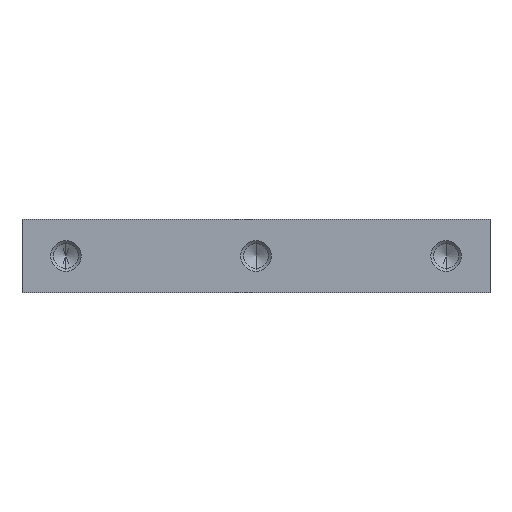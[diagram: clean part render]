
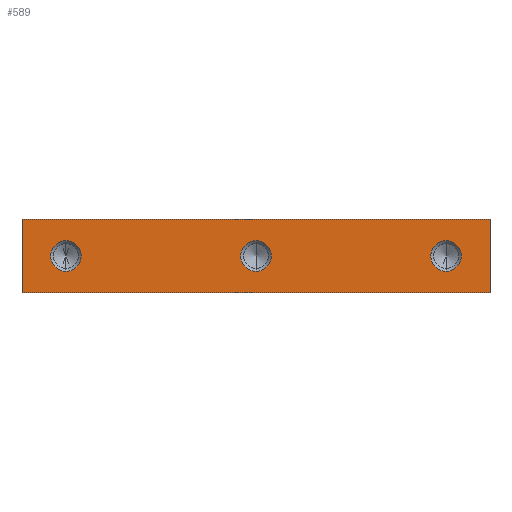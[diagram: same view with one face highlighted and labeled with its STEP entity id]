
A CAD part, front view. The second image highlights one B-rep face of the part: STEP entity #589.
In plain terms, the highlighted planar face has unit normal (0, -1, 0).
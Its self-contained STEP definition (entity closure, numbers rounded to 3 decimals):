
#10 = ORIENTED_EDGE ( 'NONE', *, *, #1757, .T. ) ;
#29 = DIRECTION ( 'NONE',  ( 0., 1., 0. ) ) ;
#59 = CARTESIAN_POINT ( 'NONE',  ( 15., 0., -5.25 ) ) ;
#65 = VERTEX_POINT ( 'NONE', #107 ) ;
#91 = DIRECTION ( 'NONE',  ( 1., 0., 0. ) ) ;
#107 = CARTESIAN_POINT ( 'NONE',  ( 80., 0., 5.25 ) ) ;
#190 = CARTESIAN_POINT ( 'NONE',  ( 145., 0., 0. ) ) ;
#215 = CIRCLE ( 'NONE', #2729, 5.25 ) ;
#216 = VECTOR ( 'NONE', #91, 1000. ) ;
#248 = EDGE_CURVE ( 'NONE', #1345, #1304, #2014, .T. ) ;
#261 = ORIENTED_EDGE ( 'NONE', *, *, #248, .F. ) ;
#270 = DIRECTION ( 'NONE',  ( 0., 0., 1. ) ) ;
#347 = CIRCLE ( 'NONE', #1847, 5.25 ) ;
#546 = ORIENTED_EDGE ( 'NONE', *, *, #2273, .T. ) ;
#568 = EDGE_LOOP ( 'NONE', ( #546, #1684 ) ) ;
#570 = ORIENTED_EDGE ( 'NONE', *, *, #946, .F. ) ;
#589 = ADVANCED_FACE ( 'NONE', ( #1991, #1952, #2618, #1506 ), #2221, .F. ) ;
#594 = CARTESIAN_POINT ( 'NONE',  ( 0., 0., -12.5 ) ) ;
#605 = AXIS2_PLACEMENT_3D ( 'NONE', #1999, #1320, #2186 ) ;
#630 = LINE ( 'NONE', #2158, #1707 ) ;
#635 = DIRECTION ( 'NONE',  ( 0., 0., 1. ) ) ;
#687 = CARTESIAN_POINT ( 'NONE',  ( 145., 0., 0. ) ) ;
#690 = DIRECTION ( 'NONE',  ( 0., 1., 0. ) ) ;
#695 = VERTEX_POINT ( 'NONE', #59 ) ;
#722 = AXIS2_PLACEMENT_3D ( 'NONE', #2703, #690, #270 ) ;
#733 = EDGE_CURVE ( 'NONE', #65, #1274, #2502, .T. ) ;
#862 = ORIENTED_EDGE ( 'NONE', *, *, #733, .T. ) ;
#877 = EDGE_LOOP ( 'NONE', ( #916, #261, #570, #1782 ) ) ;
#881 = CARTESIAN_POINT ( 'NONE',  ( 145., 0., 5.25 ) ) ;
#898 = VERTEX_POINT ( 'NONE', #1442 ) ;
#900 = CIRCLE ( 'NONE', #1044, 5.25 ) ;
#909 = DIRECTION ( 'NONE',  ( 0., 0., 1. ) ) ;
#916 = ORIENTED_EDGE ( 'NONE', *, *, #1468, .T. ) ;
#946 = EDGE_CURVE ( 'NONE', #1667, #1345, #1254, .T. ) ;
#986 = EDGE_LOOP ( 'NONE', ( #2066, #862 ) ) ;
#1028 = CARTESIAN_POINT ( 'NONE',  ( 160., 0., -12.5 ) ) ;
#1044 = AXIS2_PLACEMENT_3D ( 'NONE', #2555, #2303, #1255 ) ;
#1074 = DIRECTION ( 'NONE',  ( 0., 0., 1. ) ) ;
#1077 = EDGE_CURVE ( 'NONE', #695, #898, #215, .T. ) ;
#1124 = EDGE_CURVE ( 'NONE', #1858, #2530, #347, .T. ) ;
#1143 = DIRECTION ( 'NONE',  ( 0., 0., 1. ) ) ;
#1145 = DIRECTION ( 'NONE',  ( 0., 0., -1. ) ) ;
#1164 = CARTESIAN_POINT ( 'NONE',  ( 0., 0., -12.5 ) ) ;
#1193 = CARTESIAN_POINT ( 'NONE',  ( 0., 0., 12.5 ) ) ;
#1254 = LINE ( 'NONE', #1193, #2005 ) ;
#1255 = DIRECTION ( 'NONE',  ( 0., 0., 1. ) ) ;
#1273 = ORIENTED_EDGE ( 'NONE', *, *, #1077, .T. ) ;
#1274 = VERTEX_POINT ( 'NONE', #2596 ) ;
#1297 = DIRECTION ( 'NONE',  ( 0., 0., -1. ) ) ;
#1304 = VERTEX_POINT ( 'NONE', #1028 ) ;
#1320 = DIRECTION ( 'NONE',  ( 0., 1., 0. ) ) ;
#1322 = DIRECTION ( 'NONE',  ( 0., 1., 0. ) ) ;
#1343 = EDGE_CURVE ( 'NONE', #1667, #2169, #630, .T. ) ;
#1345 = VERTEX_POINT ( 'NONE', #1498 ) ;
#1363 = CARTESIAN_POINT ( 'NONE',  ( 160., 0., 12.5 ) ) ;
#1442 = CARTESIAN_POINT ( 'NONE',  ( 15., 0., 5.25 ) ) ;
#1454 = CIRCLE ( 'NONE', #605, 5.25 ) ;
#1468 = EDGE_CURVE ( 'NONE', #2169, #1304, #1694, .T. ) ;
#1498 = CARTESIAN_POINT ( 'NONE',  ( 160., 0., 12.5 ) ) ;
#1506 = FACE_OUTER_BOUND ( 'NONE', #877, .T. ) ;
#1545 = DIRECTION ( 'NONE',  ( 0., 1., 0. ) ) ;
#1604 = EDGE_LOOP ( 'NONE', ( #1273, #10 ) ) ;
#1667 = VERTEX_POINT ( 'NONE', #2019 ) ;
#1684 = ORIENTED_EDGE ( 'NONE', *, *, #1124, .T. ) ;
#1694 = LINE ( 'NONE', #594, #216 ) ;
#1707 = VECTOR ( 'NONE', #1297, 1000. ) ;
#1757 = EDGE_CURVE ( 'NONE', #898, #695, #900, .T. ) ;
#1782 = ORIENTED_EDGE ( 'NONE', *, *, #1343, .T. ) ;
#1823 = DIRECTION ( 'NONE',  ( 0., 1., 0. ) ) ;
#1847 = AXIS2_PLACEMENT_3D ( 'NONE', #687, #29, #909 ) ;
#1858 = VERTEX_POINT ( 'NONE', #881 ) ;
#1952 = FACE_BOUND ( 'NONE', #986, .T. ) ;
#1991 = FACE_BOUND ( 'NONE', #568, .T. ) ;
#1999 = CARTESIAN_POINT ( 'NONE',  ( 80., 0., 0. ) ) ;
#2005 = VECTOR ( 'NONE', #2090, 1000. ) ;
#2014 = LINE ( 'NONE', #1363, #2416 ) ;
#2019 = CARTESIAN_POINT ( 'NONE',  ( 0., 0., 12.5 ) ) ;
#2066 = ORIENTED_EDGE ( 'NONE', *, *, #2535, .T. ) ;
#2067 = AXIS2_PLACEMENT_3D ( 'NONE', #190, #1322, #1074 ) ;
#2090 = DIRECTION ( 'NONE',  ( 1., 0., 0. ) ) ;
#2158 = CARTESIAN_POINT ( 'NONE',  ( 0., 0., 12.5 ) ) ;
#2169 = VERTEX_POINT ( 'NONE', #1164 ) ;
#2186 = DIRECTION ( 'NONE',  ( 0., 0., 1. ) ) ;
#2221 = PLANE ( 'NONE',  #2788 ) ;
#2228 = CARTESIAN_POINT ( 'NONE',  ( 15., 0., 0. ) ) ;
#2273 = EDGE_CURVE ( 'NONE', #2530, #1858, #2767, .T. ) ;
#2303 = DIRECTION ( 'NONE',  ( 0., 1., 0. ) ) ;
#2396 = CARTESIAN_POINT ( 'NONE',  ( 145., 0., -5.25 ) ) ;
#2416 = VECTOR ( 'NONE', #1145, 1000. ) ;
#2502 = CIRCLE ( 'NONE', #722, 5.25 ) ;
#2530 = VERTEX_POINT ( 'NONE', #2396 ) ;
#2535 = EDGE_CURVE ( 'NONE', #1274, #65, #1454, .T. ) ;
#2555 = CARTESIAN_POINT ( 'NONE',  ( 15., 0., 0. ) ) ;
#2596 = CARTESIAN_POINT ( 'NONE',  ( 80., 0., -5.25 ) ) ;
#2618 = FACE_BOUND ( 'NONE', #1604, .T. ) ;
#2703 = CARTESIAN_POINT ( 'NONE',  ( 80., 0., 0. ) ) ;
#2729 = AXIS2_PLACEMENT_3D ( 'NONE', #2228, #1823, #1143 ) ;
#2767 = CIRCLE ( 'NONE', #2067, 5.25 ) ;
#2788 = AXIS2_PLACEMENT_3D ( 'NONE', #2885, #1545, #635 ) ;
#2885 = CARTESIAN_POINT ( 'NONE',  ( 0., 0., 12.5 ) ) ;
